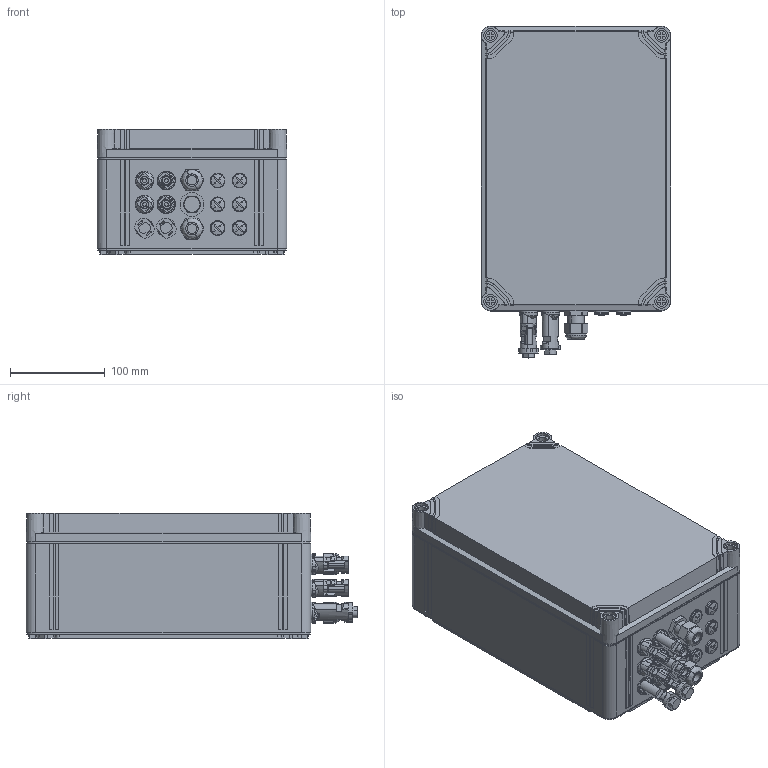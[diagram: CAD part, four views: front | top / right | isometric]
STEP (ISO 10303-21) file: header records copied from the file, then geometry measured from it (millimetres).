
FILE_DESCRIPTION(('CATIA V5 STEP Exchange','CAx-IF Rec.Pracs.--- Model Styling and Organization---1.5--- 2016-08-15','CAx-IF Rec.Pracs.---Supplemental Geometry---1.0---2011-11-01','CAx-IF Rec.Pracs.--- Composite Materials ---1.1---2010-07-15'),'2;1');
FILE_NAME ('D1515161_1', '2025-11-06T11:38:38+00:00', ('none'), ('Weidmueller'), 'CATIA Version 5-6 Release 2024 SP4', 'CATIA V5 STEP AP214 v3', 'none');
FILE_SCHEMA(('AUTOMOTIVE_DESIGN { 1 0 10303 214 1 1 1 1 }'));
Products named in the file (1): S3D_PVN_DC_2I_1O_1MPP_RD_WM4_11
Bounding box: 200 x 349.45 x 132 mm (x, y, z)
Volume: 7685077.6 mm3; surface area: 292405.9 mm2
Topology: 1 solids, 1 shells, 1330 faces, 4127 edges, 2879 vertices
Faces by surface type: plane 779, cylinder 354, cone 90, extrusion 48, sphere 33, torus 16, revolution 6, bspline 4
Entity records: 48389 total; most frequent: CARTESIAN_POINT 14214, ORIENTED_EDGE 8250, DIRECTION 4873, EDGE_CURVE 4125, VERTEX_POINT 2879, VECTOR 2152, LINE 2104, AXIS2_PLACEMENT_3D 1878
